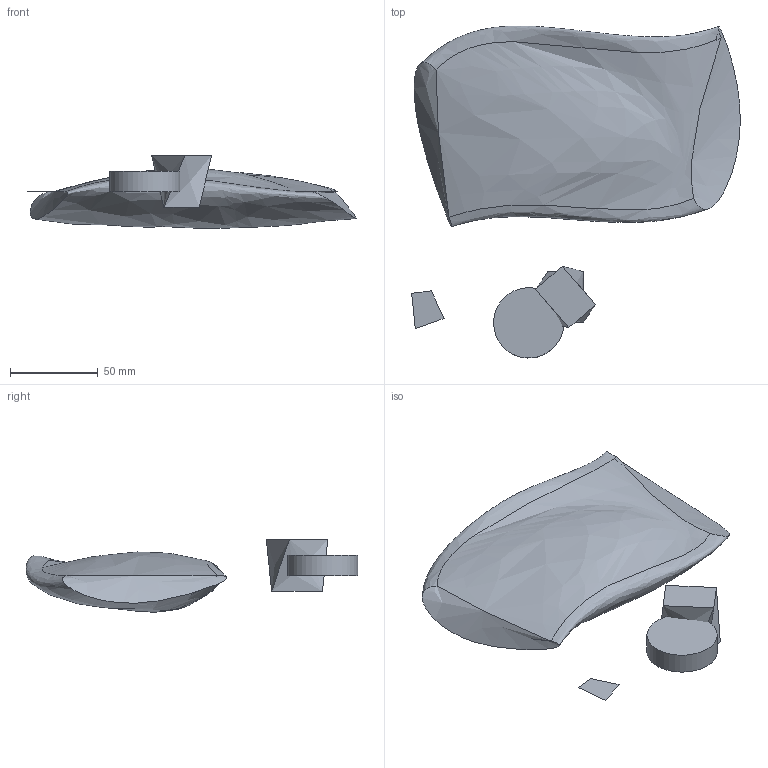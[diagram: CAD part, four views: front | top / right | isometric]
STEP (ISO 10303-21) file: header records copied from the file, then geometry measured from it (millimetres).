
FILE_DESCRIPTION(/* description */ (''),/* implementation_level */ '2;1');
FILE_NAME(/* name */ '未命名',/* time_stamp */ '2022-03-14T12:13:36+08:00',/* author */ (''),/* organization */ (''),/* preprocessor_version */ 'ST-DEVELOPER v16.5',/* originating_system */ 'Rhino 7.13',/* authorisation */ '');
FILE_SCHEMA (('AUTOMOTIVE_DESIGN_CC2'));
Length unit declared in the file: millimetre
Products named in the file (1): Document
Bounding box: 187.03 x 188.95 x 41.39 mm (x, y, z)
Volume: 359596.6 mm3; surface area: 49312.1 mm2
Topology: 3 solids, 4 shells, 14 faces, 35 edges, 46 vertices
Faces by surface type: bspline 9, plane 4, cylinder 1
Full cylindrical faces by diameter (mm): 40 x1
Entity records: 538 total; most frequent: CARTESIAN_POINT 246, ORIENTED_EDGE 46, B_SPLINE_CURVE_WITH_KNOTS 29, PRESENTATION_LAYER_ASSIGNMENT 26, EDGE_CURVE 25, VERTEX_POINT 18, ADVANCED_FACE 14, FACE_OUTER_BOUND 14
